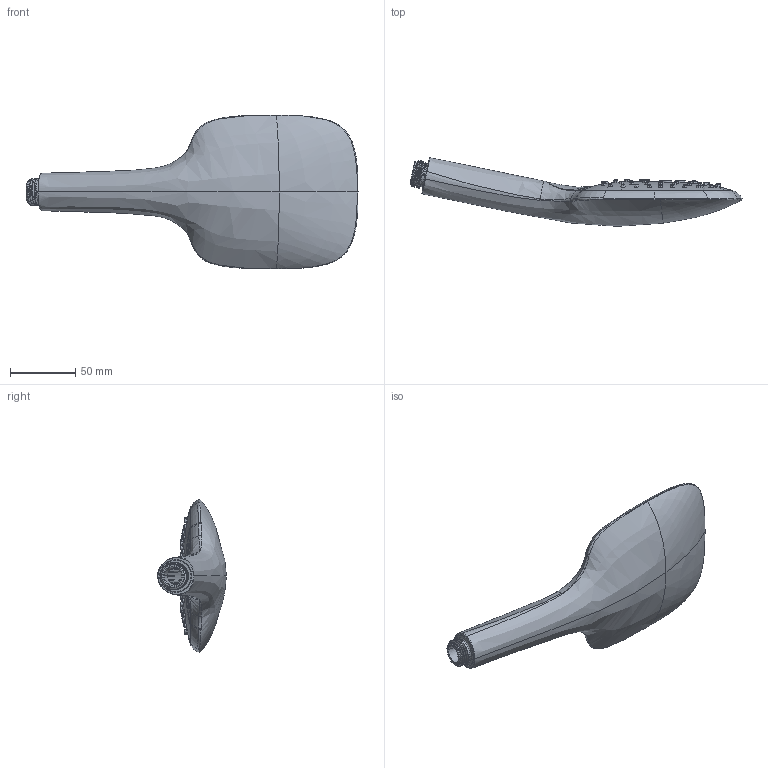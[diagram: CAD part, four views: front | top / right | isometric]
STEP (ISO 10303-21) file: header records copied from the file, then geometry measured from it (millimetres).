
FILE_DESCRIPTION((''),'2;1');
FILE_NAME('A520302_ASM','2020-05-09T',('Administrator'),(''),'PRO/ENGINEER BY PARAMETRIC TECHNOLOGY CORPORATION, 2014000','PRO/ENGINEER BY PARAMETRIC TECHNOLOGY CORPORATION, 2014000','');
FILE_SCHEMA(('CONFIG_CONTROL_DESIGN'));
Products named in the file (11): A520302-001; A520302-002; A520301-005; A520302-A_ASM; A520301-001; A520301-A_ASM; A515301-008; A515301KONGZHIHE_ASM; A520301-006; A520301-D_ASM; A520302_ASM
Assembly tree (10 placements, depth 3):
  A520302_ASM
    A520302-A_ASM
      A520302-001
      A520302-002
      A520301-005
    A520301-A_ASM
      A520301-001
    A515301KONGZHIHE_ASM
      A515301-008
    A520301-D_ASM
      A520301-006
Bounding box: 253.6 x 52.43 x 117.45 mm (x, y, z)
Volume: 132676.2 mm3; surface area: 106111.1 mm2
Topology: 6 solids, 6 shells, 1618 faces, 4104 edges, 2480 vertices
Faces by surface type: bspline 658, cone 464, torus 162, plane 138, extrusion 117, cylinder 73, sphere 6
Entity records: 96632 total; most frequent: CARTESIAN_POINT 63041, ORIENTED_EDGE 8172, DIRECTION 4956, EDGE_CURVE 4086, VERTEX_POINT 2480, B_SPLINE_CURVE_WITH_KNOTS 2286, AXIS2_PLACEMENT_3D 2052, EDGE_LOOP 1922
